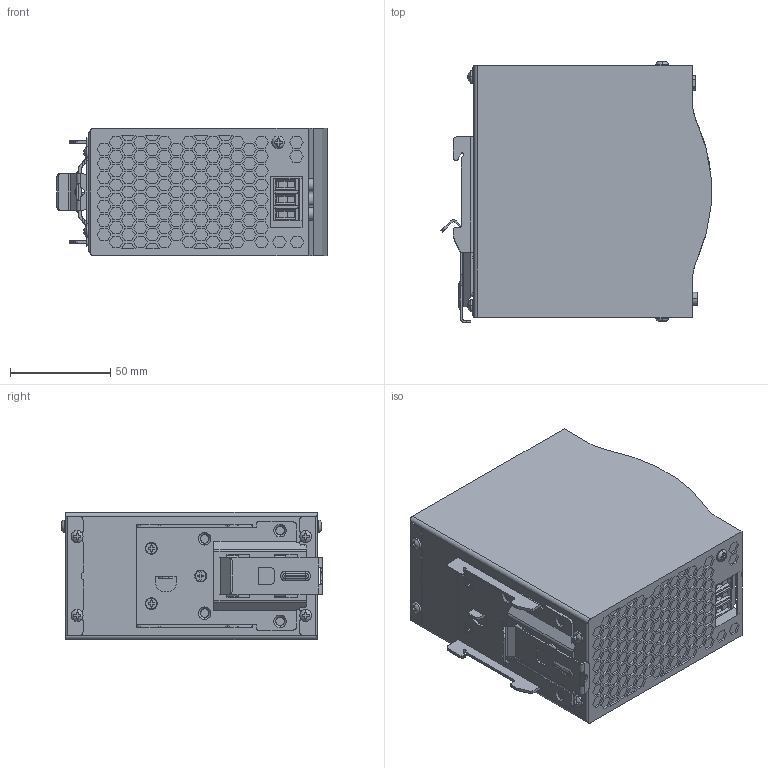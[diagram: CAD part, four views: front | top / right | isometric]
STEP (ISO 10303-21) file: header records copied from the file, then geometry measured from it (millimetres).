
FILE_DESCRIPTION (( 'STEP AP214' ), '1' );
FILE_NAME ('DR-E-240W-24(48).ÃÌ Áëîê ïèòàíèÿ íà äèí ðåéêó 240 Âò, 220 Â AC - 24(48) Â DC.STEP', '2024-05-27T12:28:55', ( '' ), ( '' ), 'SwSTEP 2.0', 'SolidWorks 2021', '' );
FILE_SCHEMA (( 'AUTOMOTIVE_DESIGN' ));
Length unit declared in the file: millimetre
Products named in the file (1): DR-E-240W-24(48).ÃÌ Áëîê ïèòàíèÿ íà äèí ðåéêó 240 Âò, 220 Â AC - 24(48) Â DC
Bounding box: 134.76 x 130.1 x 63.5 mm (x, y, z)
Volume: 896910.2 mm3; surface area: 83094.1 mm2
Topology: 21 solids, 21 shells, 2427 faces, 6253 edges, 4134 vertices
Faces by surface type: plane 2186, cylinder 179, cone 22, torus 20, bspline 12, sphere 8
Entity records: 74521 total; most frequent: CARTESIAN_POINT 13618, ORIENTED_EDGE 12506, DIRECTION 11465, EDGE_CURVE 6253, LINE 5601, VECTOR 5601, VERTEX_POINT 4134, AXIS2_PLACEMENT_3D 2932
